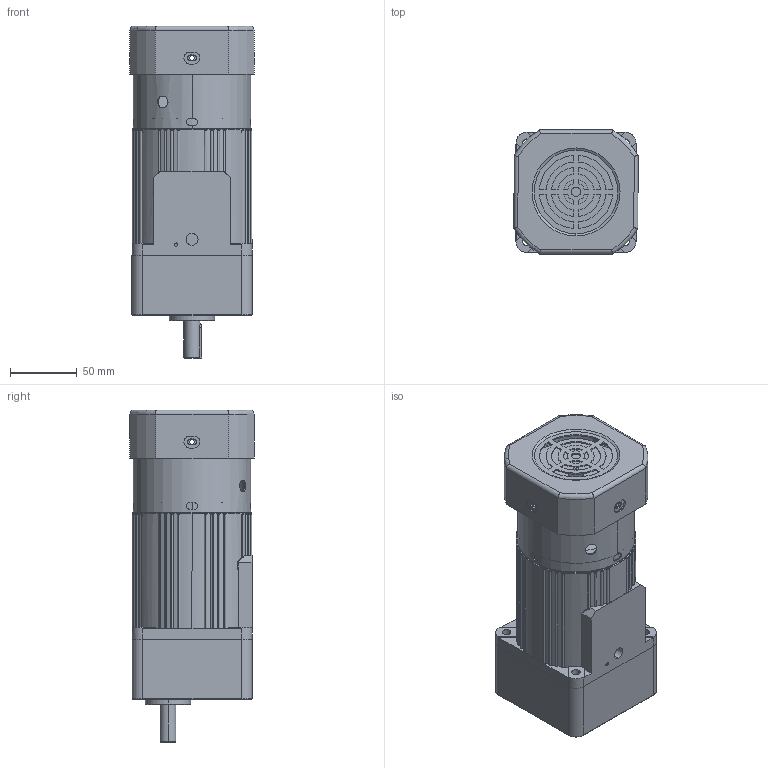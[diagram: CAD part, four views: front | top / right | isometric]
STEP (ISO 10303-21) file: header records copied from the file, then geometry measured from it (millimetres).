
FILE_DESCRIPTION (( 'STEP AP203' ), '1' );
FILE_NAME ('5IK40-60(R)-MF+5GN3-18K.STEP', '2020-01-09T05:18:06', ( 'Sky123.Org' ), ( 'Sky123.Org' ), 'SwSTEP 2.0', 'SolidWorks 2014', '' );
FILE_SCHEMA (( 'CONFIG_CONTROL_DESIGN' ));
Length unit declared in the file: millimetre
Products named in the file (6): 5IK40A; 90价陬ん欶褲; 90傻瑞欶褲; 5GN3-18K; 5IK40-60(R)-MF+5GN3-18K
Assembly tree (5 placements, depth 3):
  5IK40-60(R)-MF+5GN3-18K
    5IK40A
    90价陬ん欶褲
    90傻瑞欶褲
    5GN3-18K
      5GN3-18K
Bounding box: 93 x 93 x 249 mm (x, y, z)
Volume: 1078068.4 mm3; surface area: 171303.6 mm2
Topology: 4 solids, 4 shells, 552 faces, 1418 edges, 901 vertices
Faces by surface type: cylinder 259, plane 177, torus 88, cone 26, bspline 2
Entity records: 19229 total; most frequent: CARTESIAN_POINT 4728, DIRECTION 3092, ORIENTED_EDGE 2836, EDGE_CURVE 1418, AXIS2_PLACEMENT_3D 1269, VERTEX_POINT 901, CIRCLE 710, EDGE_LOOP 649
